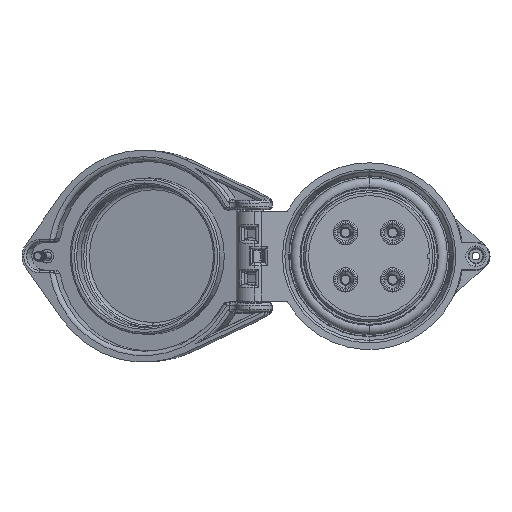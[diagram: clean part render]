
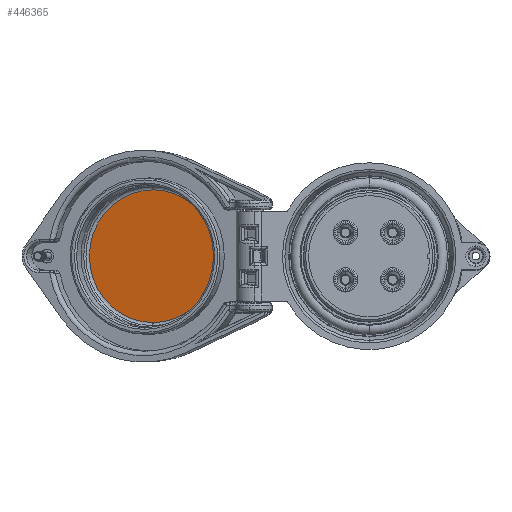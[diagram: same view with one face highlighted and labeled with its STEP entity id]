
A CAD part, left-side view. The second image highlights one B-rep face of the part: STEP entity #446365.
In plain terms, the highlighted face is planar.
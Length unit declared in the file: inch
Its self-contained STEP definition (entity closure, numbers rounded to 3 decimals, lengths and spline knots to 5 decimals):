
#7202 = VERTEX_POINT ( 'NONE', #29745 ) ;
#29745 = CARTESIAN_POINT ( 'NONE',  ( -0.74629, 0., 0.15 ) ) ;
#71958 = CARTESIAN_POINT ( 'NONE',  ( 0., 0., 0.15 ) ) ;
#73956 = DIRECTION ( 'NONE',  ( -1., 0., 0. ) ) ;
#76912 = FACE_OUTER_BOUND ( 'NONE', #419147, .T. ) ;
#84234 = AXIS2_PLACEMENT_3D ( 'NONE', #260252, #206286, #73956 ) ;
#92013 = ORIENTED_EDGE ( 'NONE', *, *, #142455, .T. ) ;
#102930 = DIRECTION ( 'NONE',  ( -1., 0., 0. ) ) ;
#142455 = EDGE_CURVE ( 'NONE', #341503, #7202, #423173, .T. ) ;
#145107 = DIRECTION ( 'NONE',  ( 0., 0., -1. ) ) ;
#206286 = DIRECTION ( 'NONE',  ( 0., 0., -1. ) ) ;
#216043 = EDGE_CURVE ( 'NONE', #7202, #341503, #463754, .T. ) ;
#260252 = CARTESIAN_POINT ( 'NONE',  ( 0., 0.74629, 0.15 ) ) ;
#341503 = VERTEX_POINT ( 'NONE', #484389 ) ;
#370458 = DIRECTION ( 'NONE',  ( -1., 0., 0. ) ) ;
#384586 = AXIS2_PLACEMENT_3D ( 'NONE', #71958, #145107, #102930 ) ;
#419147 = EDGE_LOOP ( 'NONE', ( #539412, #92013 ) ) ;
#423173 = CIRCLE ( 'NONE', #384586, 0.74629 ) ;
#440710 = PLANE ( 'NONE',  #84234 ) ;
#446365 = ADVANCED_FACE ( 'NONE', ( #76912 ), #440710, .T. ) ;
#453895 = AXIS2_PLACEMENT_3D ( 'NONE', #499778, #454683, #370458 ) ;
#454683 = DIRECTION ( 'NONE',  ( 0., 0., -1. ) ) ;
#463754 = CIRCLE ( 'NONE', #453895, 0.74629 ) ;
#484389 = CARTESIAN_POINT ( 'NONE',  ( 0.74629, 0., 0.15 ) ) ;
#499778 = CARTESIAN_POINT ( 'NONE',  ( 0., 0., 0.15 ) ) ;
#539412 = ORIENTED_EDGE ( 'NONE', *, *, #216043, .T. ) ;
